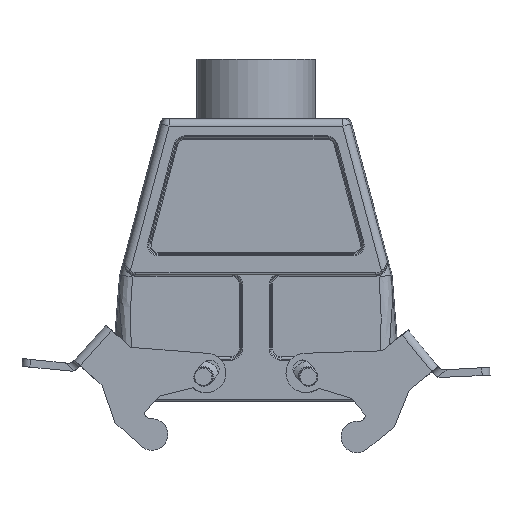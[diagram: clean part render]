
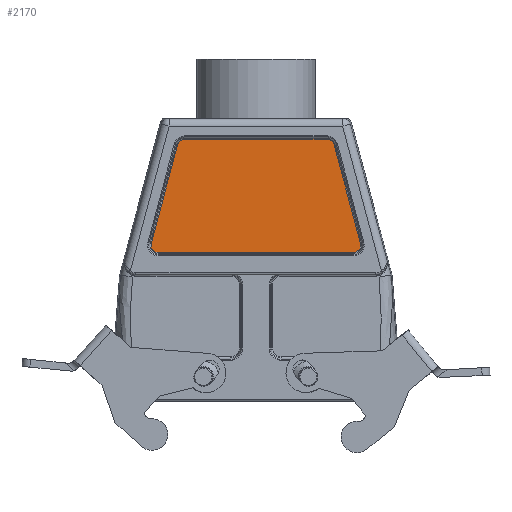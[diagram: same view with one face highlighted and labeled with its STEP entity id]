
A CAD part, front view. The second image highlights one B-rep face of the part: STEP entity #2170.
In plain terms, the highlighted planar face has unit normal (0, -1, 0).
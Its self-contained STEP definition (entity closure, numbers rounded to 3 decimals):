
#2095=CARTESIAN_POINT('',(18.027,-21.25,55.35));
#2096=DIRECTION('',(0.0,1.0,0.0));
#2097=DIRECTION('',(0.0,0.0,1.0));
#2098=AXIS2_PLACEMENT_3D('',#2095,#2096,#2097);
#2099=PLANE('',#2098);
#2100=CARTESIAN_POINT('',(26.498,-21.25,30.825));
#2101=VERTEX_POINT('',#2100);
#2102=CARTESIAN_POINT('',(19.8,-21.25,55.825));
#2103=VERTEX_POINT('',#2102);
#2104=CARTESIAN_POINT('',(26.498,-21.25,30.825));
#2105=DIRECTION('',(-0.259,0.0,0.966));
#2106=VECTOR('',#2105,25.882);
#2107=LINE('',#2104,#2106);
#2108=EDGE_CURVE('',#2101,#2103,#2107,.T.);
#2109=ORIENTED_EDGE('',*,*,#2108,.T.);
#2110=CARTESIAN_POINT('',(18.027,-21.25,57.185));
#2111=VERTEX_POINT('',#2110);
#2112=CARTESIAN_POINT('',(18.027,-21.25,55.35));
#2113=DIRECTION('',(0.0,-1.0,0.0));
#2114=DIRECTION('',(0.0,0.0,1.0));
#2115=AXIS2_PLACEMENT_3D('',#2112,#2113,#2114);
#2116=CIRCLE('',#2115,1.835);
#2117=EDGE_CURVE('',#2103,#2111,#2116,.T.);
#2118=ORIENTED_EDGE('',*,*,#2117,.T.);
#2119=CARTESIAN_POINT('',(-18.027,-21.25,57.185));
#2120=VERTEX_POINT('',#2119);
#2121=CARTESIAN_POINT('',(18.027,-21.25,57.185));
#2122=DIRECTION('',(-1.0,0.0,0.0));
#2123=VECTOR('',#2122,36.054);
#2124=LINE('',#2121,#2123);
#2125=EDGE_CURVE('',#2111,#2120,#2124,.T.);
#2126=ORIENTED_EDGE('',*,*,#2125,.T.);
#2127=CARTESIAN_POINT('',(-19.8,-21.25,55.825));
#2128=VERTEX_POINT('',#2127);
#2129=CARTESIAN_POINT('',(-18.027,-21.25,55.35));
#2130=DIRECTION('',(0.0,-1.0,0.0));
#2131=DIRECTION('',(0.0,0.0,1.0));
#2132=AXIS2_PLACEMENT_3D('',#2129,#2130,#2131);
#2133=CIRCLE('',#2132,1.835);
#2134=EDGE_CURVE('',#2120,#2128,#2133,.T.);
#2135=ORIENTED_EDGE('',*,*,#2134,.T.);
#2136=CARTESIAN_POINT('',(-26.498,-21.25,30.825));
#2137=VERTEX_POINT('',#2136);
#2138=CARTESIAN_POINT('',(-19.8,-21.25,55.825));
#2139=DIRECTION('',(-0.259,0.0,-0.966));
#2140=VECTOR('',#2139,25.882);
#2141=LINE('',#2138,#2140);
#2142=EDGE_CURVE('',#2128,#2137,#2141,.T.);
#2143=ORIENTED_EDGE('',*,*,#2142,.T.);
#2144=CARTESIAN_POINT('',(-24.726,-21.25,28.515));
#2145=VERTEX_POINT('',#2144);
#2146=CARTESIAN_POINT('',(-24.726,-21.25,30.35));
#2147=DIRECTION('',(0.0,-1.0,0.0));
#2148=DIRECTION('',(0.0,0.0,1.0));
#2149=AXIS2_PLACEMENT_3D('',#2146,#2147,#2148);
#2150=CIRCLE('',#2149,1.835);
#2151=EDGE_CURVE('',#2137,#2145,#2150,.T.);
#2152=ORIENTED_EDGE('',*,*,#2151,.T.);
#2153=CARTESIAN_POINT('',(24.726,-21.25,28.515));
#2154=VERTEX_POINT('',#2153);
#2155=CARTESIAN_POINT('',(-24.726,-21.25,28.515));
#2156=DIRECTION('',(1.0,0.0,0.0));
#2157=VECTOR('',#2156,49.452);
#2158=LINE('',#2155,#2157);
#2159=EDGE_CURVE('',#2145,#2154,#2158,.T.);
#2160=ORIENTED_EDGE('',*,*,#2159,.T.);
#2161=CARTESIAN_POINT('',(24.726,-21.25,30.35));
#2162=DIRECTION('',(0.0,-1.0,0.0));
#2163=DIRECTION('',(0.0,0.0,1.0));
#2164=AXIS2_PLACEMENT_3D('',#2161,#2162,#2163);
#2165=CIRCLE('',#2164,1.835);
#2166=EDGE_CURVE('',#2154,#2101,#2165,.T.);
#2167=ORIENTED_EDGE('',*,*,#2166,.T.);
#2168=EDGE_LOOP('',(#2109,#2118,#2126,#2135,#2143,#2152,#2160,#2167));
#2169=FACE_OUTER_BOUND('',#2168,.T.);
#2170=ADVANCED_FACE('',(#2169),#2099,.F.);
